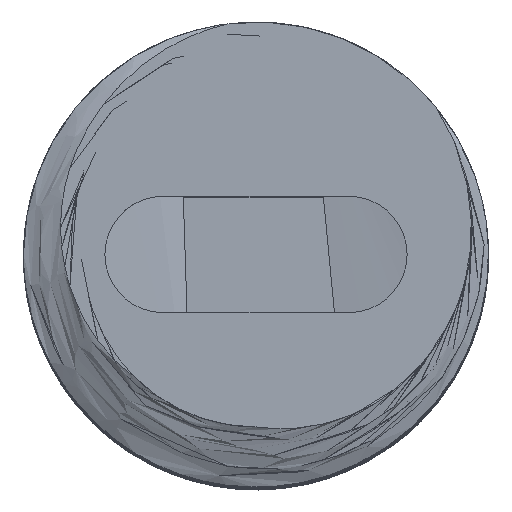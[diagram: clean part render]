
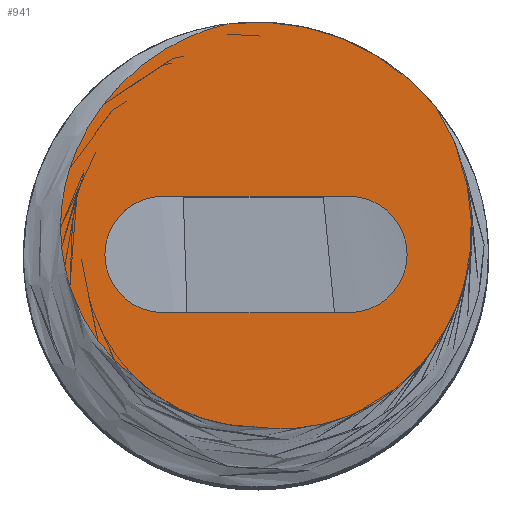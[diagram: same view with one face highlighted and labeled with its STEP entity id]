
A CAD part, top view. The second image highlights one B-rep face of the part: STEP entity #941.
In plain terms, the highlighted planar face has unit normal (0, 0, 1).
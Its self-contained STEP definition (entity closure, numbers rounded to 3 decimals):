
#18=FACE_BOUND('',#122,.T.);
#22=PLANE('',#1021);
#70=FACE_OUTER_BOUND('',#121,.T.);
#121=EDGE_LOOP('',(#746,#747,#748,#749));
#122=EDGE_LOOP('',(#750,#751,#752,#753));
#128=CIRCLE('',#987,0.742);
#131=CIRCLE('',#1011,1.);
#132=CIRCLE('',#1014,0.25);
#134=CIRCLE('',#1018,0.25);
#219=B_SPLINE_CURVE_WITH_KNOTS('',3,(#6746,#6747,#6748,#6749,#6750,#6751,
#6752,#6753,#6754,#6755,#6756,#6757,#6758,#6759,#6760,#6761,#6762,#6763,
#6764,#6765,#6766,#6767,#6768,#6769,#6770,#6771,#6772,#6773,#6774,#6775,
#6776,#6777,#6778,#6779),.UNSPECIFIED.,.F.,.F.,(4,3,3,3,3,3,3,3,3,3,3,4),
(-0.185,-0.176,-0.171,-0.164,
-0.16,-0.135,-0.113,-0.098,
-0.089,-0.049,-0.019,0.),
 .UNSPECIFIED.);
#220=B_SPLINE_CURVE_WITH_KNOTS('',3,(#6780,#6781,#6782,#6783,#6784,#6785,
#6786,#6787,#6788,#6789,#6790,#6791,#6792,#6793,#6794,#6795,#6796,#6797,
#6798,#6799,#6800,#6801,#6802,#6803,#6804,#6805,#6806,#6807,#6808,#6809,
#6810,#6811,#6812,#6813,#6814,#6815,#6816,#6817,#6818,#6819,#6820,#6821,
#6822,#6823,#6824,#6825),.UNSPECIFIED.,.F.,.F.,(4,3,3,3,3,3,3,3,3,3,3,3,
3,3,3,4),(-0.371,-0.317,-0.286,-0.265,
-0.246,-0.18,-0.137,-0.115,
-0.102,-0.094,-0.093,-0.07,
-0.056,-0.048,-0.027,0.),
 .UNSPECIFIED.);
#263=LINE('',#6723,#311);
#268=LINE('',#6737,#316);
#311=VECTOR('',#1161,10.);
#316=VECTOR('',#1174,10.);
#362=VERTEX_POINT('',#4045);
#363=VERTEX_POINT('',#4110);
#404=VERTEX_POINT('',#6610);
#405=VERTEX_POINT('',#6672);
#406=VERTEX_POINT('',#6721);
#407=VERTEX_POINT('',#6722);
#410=VERTEX_POINT('',#6730);
#412=VERTEX_POINT('',#6736);
#477=EDGE_CURVE('',#362,#363,#128,.T.);
#540=EDGE_CURVE('',#405,#404,#131,.T.);
#542=EDGE_CURVE('',#406,#407,#263,.T.);
#546=EDGE_CURVE('',#410,#406,#132,.T.);
#549=EDGE_CURVE('',#412,#410,#268,.T.);
#552=EDGE_CURVE('',#407,#412,#134,.T.);
#554=EDGE_CURVE('',#363,#404,#219,.T.);
#555=EDGE_CURVE('',#405,#362,#220,.T.);
#746=ORIENTED_EDGE('',*,*,#540,.T.);
#747=ORIENTED_EDGE('',*,*,#554,.F.);
#748=ORIENTED_EDGE('',*,*,#477,.F.);
#749=ORIENTED_EDGE('',*,*,#555,.F.);
#750=ORIENTED_EDGE('',*,*,#542,.T.);
#751=ORIENTED_EDGE('',*,*,#552,.T.);
#752=ORIENTED_EDGE('',*,*,#549,.T.);
#753=ORIENTED_EDGE('',*,*,#546,.T.);
#941=ADVANCED_FACE('',(#70,#18),#22,.F.);
#987=AXIS2_PLACEMENT_3D('',#4111,#1090,#1091);
#1011=AXIS2_PLACEMENT_3D('',#6673,#1157,#1158);
#1014=AXIS2_PLACEMENT_3D('',#6731,#1167,#1168);
#1018=AXIS2_PLACEMENT_3D('',#6742,#1179,#1180);
#1021=AXIS2_PLACEMENT_3D('',#6745,#1185,#1186);
#1090=DIRECTION('center_axis',(0.,0.,-1.));
#1091=DIRECTION('ref_axis',(0.,1.,0.));
#1157=DIRECTION('center_axis',(0.,0.,1.));
#1158=DIRECTION('ref_axis',(1.,0.,0.));
#1161=DIRECTION('',(1.,0.,0.));
#1167=DIRECTION('center_axis',(0.,0.,-1.));
#1168=DIRECTION('ref_axis',(0.,1.,0.));
#1174=DIRECTION('',(-1.,0.,0.));
#1179=DIRECTION('center_axis',(0.,0.,-1.));
#1180=DIRECTION('ref_axis',(0.,-1.,0.));
#1185=DIRECTION('center_axis',(0.,0.,-1.));
#1186=DIRECTION('ref_axis',(-1.,0.,0.));
#4045=CARTESIAN_POINT('',(0.,-0.742,0.));
#4110=CARTESIAN_POINT('',(-0.52,-0.529,0.));
#4111=CARTESIAN_POINT('Origin',(0.,0.,
0.));
#6610=CARTESIAN_POINT('',(-0.116,0.993,0.));
#6672=CARTESIAN_POINT('',(0.774,0.633,0.));
#6673=CARTESIAN_POINT('Origin',(0.,0.,0.));
#6721=CARTESIAN_POINT('',(-0.4,0.25,0.));
#6722=CARTESIAN_POINT('',(0.4,0.25,0.));
#6723=CARTESIAN_POINT('',(-0.2,0.25,0.));
#6730=CARTESIAN_POINT('',(-0.4,-0.25,0.));
#6731=CARTESIAN_POINT('Origin',(-0.4,0.,0.));
#6736=CARTESIAN_POINT('',(0.4,-0.25,0.));
#6737=CARTESIAN_POINT('',(0.2,-0.25,0.));
#6742=CARTESIAN_POINT('Origin',(0.4,0.,0.));
#6745=CARTESIAN_POINT('Origin',(0.,0.,0.));
#6746=CARTESIAN_POINT('Ctrl Pts',(-0.52,-0.529,
0.));
#6747=CARTESIAN_POINT('Ctrl Pts',(-0.557,-0.503,
0.));
#6748=CARTESIAN_POINT('Ctrl Pts',(-0.592,-0.472,
0.));
#6749=CARTESIAN_POINT('Ctrl Pts',(-0.624,-0.439,
0.));
#6750=CARTESIAN_POINT('Ctrl Pts',(-0.64,-0.421,
0.));
#6751=CARTESIAN_POINT('Ctrl Pts',(-0.655,-0.403,
0.));
#6752=CARTESIAN_POINT('Ctrl Pts',(-0.669,-0.386,
0.));
#6753=CARTESIAN_POINT('Ctrl Pts',(-0.687,-0.363,
0.));
#6754=CARTESIAN_POINT('Ctrl Pts',(-0.702,-0.34,
0.));
#6755=CARTESIAN_POINT('Ctrl Pts',(-0.715,-0.319,0.));
#6756=CARTESIAN_POINT('Ctrl Pts',(-0.724,-0.305,
0.));
#6757=CARTESIAN_POINT('Ctrl Pts',(-0.731,-0.293,
0.));
#6758=CARTESIAN_POINT('Ctrl Pts',(-0.739,-0.279,
0.));
#6759=CARTESIAN_POINT('Ctrl Pts',(-0.781,-0.203,
0.));
#6760=CARTESIAN_POINT('Ctrl Pts',(-0.81,-0.12,
0.));
#6761=CARTESIAN_POINT('Ctrl Pts',(-0.826,-0.034,
0.));
#6762=CARTESIAN_POINT('Ctrl Pts',(-0.841,0.042,
0.));
#6763=CARTESIAN_POINT('Ctrl Pts',(-0.844,0.119,
0.));
#6764=CARTESIAN_POINT('Ctrl Pts',(-0.837,0.196,0.));
#6765=CARTESIAN_POINT('Ctrl Pts',(-0.832,0.249,0.));
#6766=CARTESIAN_POINT('Ctrl Pts',(-0.822,0.302,
0.));
#6767=CARTESIAN_POINT('Ctrl Pts',(-0.807,0.352,
0.));
#6768=CARTESIAN_POINT('Ctrl Pts',(-0.797,0.384,0.));
#6769=CARTESIAN_POINT('Ctrl Pts',(-0.786,0.416,
0.));
#6770=CARTESIAN_POINT('Ctrl Pts',(-0.773,0.446,
0.));
#6771=CARTESIAN_POINT('Ctrl Pts',(-0.72,0.569,
0.));
#6772=CARTESIAN_POINT('Ctrl Pts',(-0.643,0.676,
0.));
#6773=CARTESIAN_POINT('Ctrl Pts',(-0.547,0.765,
0.));
#6774=CARTESIAN_POINT('Ctrl Pts',(-0.473,0.834,0.));
#6775=CARTESIAN_POINT('Ctrl Pts',(-0.388,0.891,
0.));
#6776=CARTESIAN_POINT('Ctrl Pts',(-0.295,0.933,
0.));
#6777=CARTESIAN_POINT('Ctrl Pts',(-0.238,0.959,
0.));
#6778=CARTESIAN_POINT('Ctrl Pts',(-0.178,0.979,0.));
#6779=CARTESIAN_POINT('Ctrl Pts',(-0.116,0.993,
0.));
#6780=CARTESIAN_POINT('Ctrl Pts',(0.774,0.633,0.));
#6781=CARTESIAN_POINT('Ctrl Pts',(0.798,0.597,0.));
#6782=CARTESIAN_POINT('Ctrl Pts',(0.825,0.549,0.));
#6783=CARTESIAN_POINT('Ctrl Pts',(0.851,0.491,0.));
#6784=CARTESIAN_POINT('Ctrl Pts',(0.866,0.458,0.));
#6785=CARTESIAN_POINT('Ctrl Pts',(0.88,0.421,0.));
#6786=CARTESIAN_POINT('Ctrl Pts',(0.892,0.381,0.));
#6787=CARTESIAN_POINT('Ctrl Pts',(0.9,0.353,0.));
#6788=CARTESIAN_POINT('Ctrl Pts',(0.907,0.323,0.));
#6789=CARTESIAN_POINT('Ctrl Pts',(0.913,0.292,0.));
#6790=CARTESIAN_POINT('Ctrl Pts',(0.919,0.265,0.));
#6791=CARTESIAN_POINT('Ctrl Pts',(0.923,0.237,0.));
#6792=CARTESIAN_POINT('Ctrl Pts',(0.925,0.209,0.));
#6793=CARTESIAN_POINT('Ctrl Pts',(0.935,0.113,0.));
#6794=CARTESIAN_POINT('Ctrl Pts',(0.929,0.015,
0.));
#6795=CARTESIAN_POINT('Ctrl Pts',(0.908,-0.08,
0.));
#6796=CARTESIAN_POINT('Ctrl Pts',(0.894,-0.143,
0.));
#6797=CARTESIAN_POINT('Ctrl Pts',(0.874,-0.204,
0.));
#6798=CARTESIAN_POINT('Ctrl Pts',(0.847,-0.263,
0.));
#6799=CARTESIAN_POINT('Ctrl Pts',(0.833,-0.292,
0.));
#6800=CARTESIAN_POINT('Ctrl Pts',(0.818,-0.321,
0.));
#6801=CARTESIAN_POINT('Ctrl Pts',(0.802,-0.349,
0.));
#6802=CARTESIAN_POINT('Ctrl Pts',(0.792,-0.366,
0.));
#6803=CARTESIAN_POINT('Ctrl Pts',(0.781,-0.382,
0.));
#6804=CARTESIAN_POINT('Ctrl Pts',(0.77,-0.399,
0.));
#6805=CARTESIAN_POINT('Ctrl Pts',(0.764,-0.408,
0.));
#6806=CARTESIAN_POINT('Ctrl Pts',(0.758,-0.416,0.));
#6807=CARTESIAN_POINT('Ctrl Pts',(0.75,-0.426,
0.));
#6808=CARTESIAN_POINT('Ctrl Pts',(0.749,-0.428,
0.));
#6809=CARTESIAN_POINT('Ctrl Pts',(0.748,-0.429,
0.));
#6810=CARTESIAN_POINT('Ctrl Pts',(0.747,-0.431,
0.));
#6811=CARTESIAN_POINT('Ctrl Pts',(0.722,-0.464,0.));
#6812=CARTESIAN_POINT('Ctrl Pts',(0.686,-0.507,
0.));
#6813=CARTESIAN_POINT('Ctrl Pts',(0.637,-0.55,0.));
#6814=CARTESIAN_POINT('Ctrl Pts',(0.608,-0.576,
0.));
#6815=CARTESIAN_POINT('Ctrl Pts',(0.574,-0.602,0.));
#6816=CARTESIAN_POINT('Ctrl Pts',(0.534,-0.627,
0.));
#6817=CARTESIAN_POINT('Ctrl Pts',(0.513,-0.641,
0.));
#6818=CARTESIAN_POINT('Ctrl Pts',(0.491,-0.653,
0.));
#6819=CARTESIAN_POINT('Ctrl Pts',(0.468,-0.665,
0.));
#6820=CARTESIAN_POINT('Ctrl Pts',(0.404,-0.697,
0.));
#6821=CARTESIAN_POINT('Ctrl Pts',(0.335,-0.721,0.));
#6822=CARTESIAN_POINT('Ctrl Pts',(0.264,-0.735,
0.));
#6823=CARTESIAN_POINT('Ctrl Pts',(0.177,-0.752,
0.));
#6824=CARTESIAN_POINT('Ctrl Pts',(0.088,-0.754,
0.));
#6825=CARTESIAN_POINT('Ctrl Pts',(0.,-0.742,
0.));
